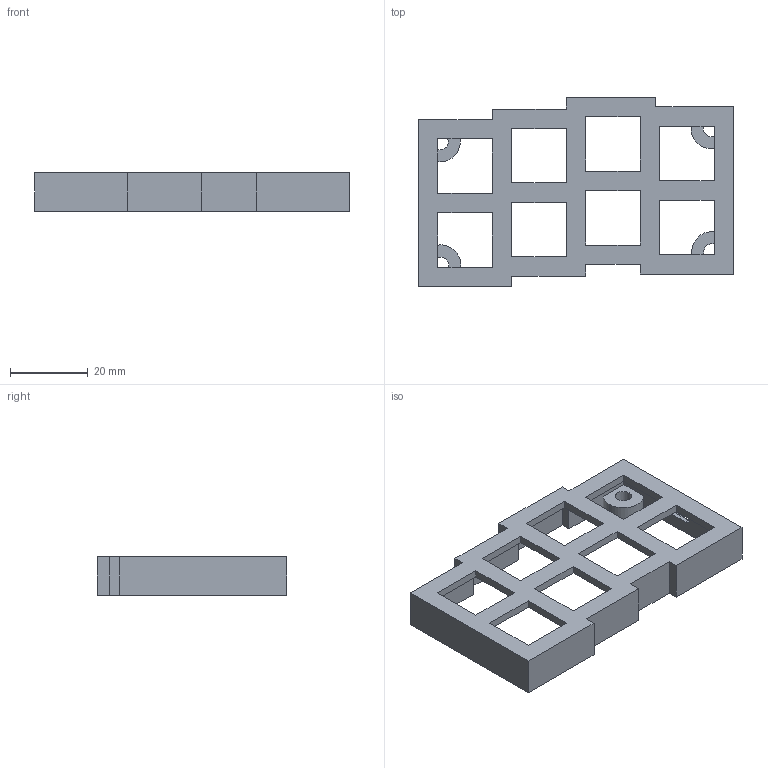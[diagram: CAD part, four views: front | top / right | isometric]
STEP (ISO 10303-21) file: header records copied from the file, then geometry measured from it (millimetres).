
FILE_DESCRIPTION(('HOOPS Exchange Step'),'2;1');
FILE_NAME('temp_export','2025-01-13T14:34:41-05:00',('beeman'),('Shapr3D Limited'),'HOOPS Exchange 2024.6','Shapr3D','Authorized');
FILE_SCHEMA( ('AP242_MANAGED_MODEL_BASED_3D_ENGINEERING_MIM_LF {1 0 10303 442 1 1 4 }') );
Length unit declared in the file: millimetre
Products named in the file (1): root
Bounding box: 81.15 x 48.77 x 10 mm (x, y, z)
Volume: 8865 mm3; surface area: 10120.2 mm2
Topology: 1 solids, 1 shells, 97 faces, 274 edges, 180 vertices
Faces by surface type: plane 79, cylinder 14, cone 4
Full cylindrical faces by diameter (mm): 4.12 x4
Entity records: 3184 total; most frequent: CARTESIAN_POINT 553, ORIENTED_EDGE 548, DIRECTION 504, EDGE_CURVE 274, VECTOR 242, LINE 242, VERTEX_POINT 180, AXIS2_PLACEMENT_3D 131
